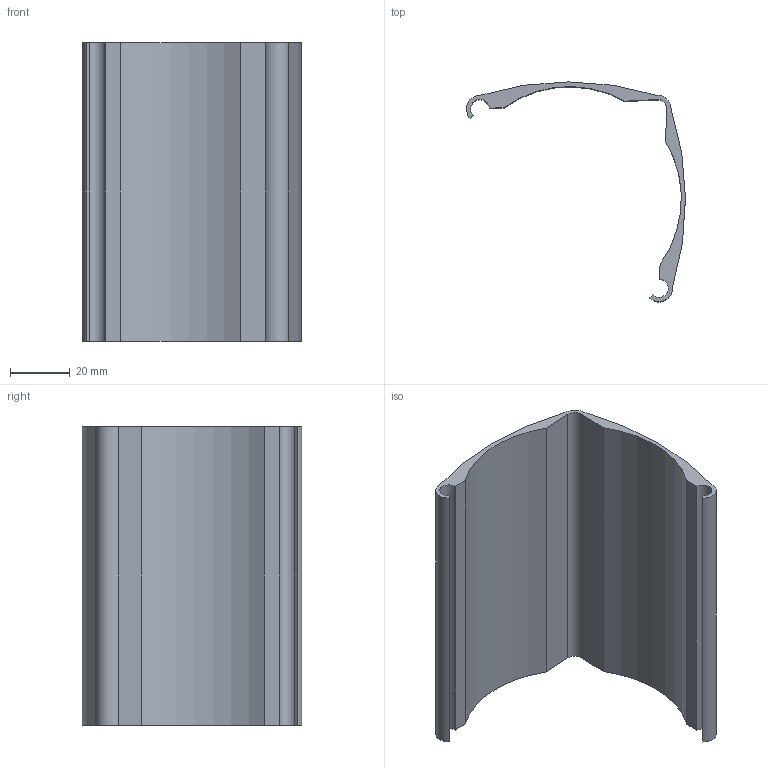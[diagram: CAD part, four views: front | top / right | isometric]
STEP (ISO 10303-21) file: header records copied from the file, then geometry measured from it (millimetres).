
FILE_DESCRIPTION(/* description */ (''),/* implementation_level */ '2;1');
FILE_NAME(/* name */ 'Cage60mm-2sides-InnerD75mm-L100mm.stp',/* time_stamp */ '2022-04-06T14:10:26+02:00',/* author */ ('Nikita'),/* organization */ (''),/* preprocessor_version */ 'ST-DEVELOPER v16.5',/* originating_system */ 'Autodesk Inventor 2017',/* authorisation */ '');
FILE_SCHEMA (('AUTOMOTIVE_DESIGN { 1 0 10303 214 3 1 1 }'));
Length unit declared in the file: millimetre
Products named in the file (1): Cage60mm-2sides-InnerD75mm-L100mm
Bounding box: 73.34 x 73.56 x 100 mm (x, y, z)
Volume: 39808.1 mm3; surface area: 30768.9 mm2
Topology: 1 solids, 1 shells, 18 faces, 65 edges, 65 vertices
Faces by surface type: cylinder 10, plane 8
Entity records: 740 total; most frequent: CARTESIAN_POINT 148, DIRECTION 134, ORIENTED_EDGE 96, AXIS2_PLACEMENT_3D 50, EDGE_CURVE 48, LINE 34, VECTOR 34, VERTEX_POINT 32
